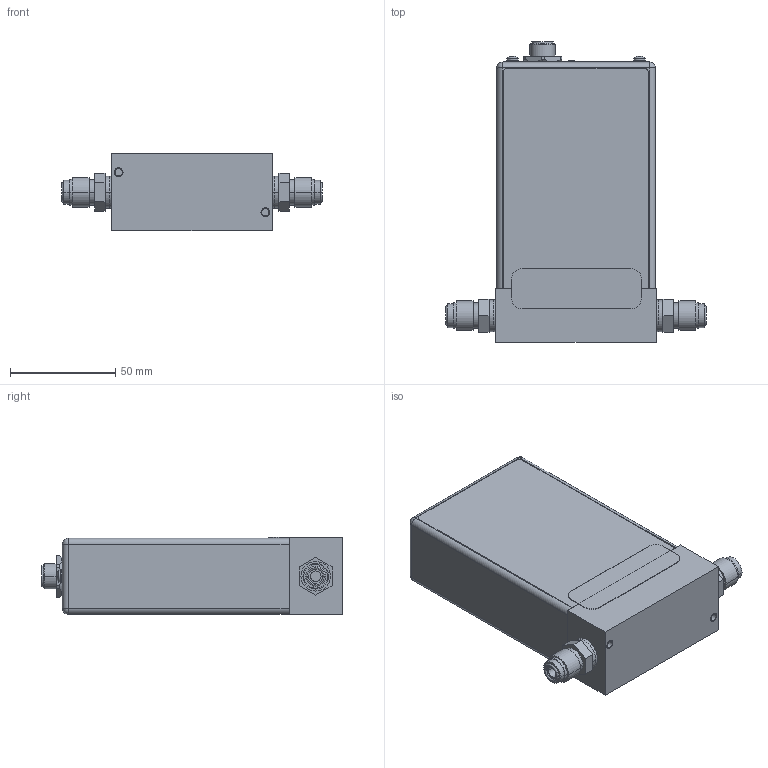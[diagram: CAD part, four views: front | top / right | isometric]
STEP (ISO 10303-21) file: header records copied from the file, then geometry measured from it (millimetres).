
FILE_DESCRIPTION((''),'2;1');
FILE_NAME('1040814_DNET_ASM','2011-09-06T',('cockrofm'),('MKS Instruments, Inc.'),'PRO/ENGINEER BY PARAMETRIC TECHNOLOGY CORPORATION, 2009060','PRO/ENGINEER BY PARAMETRIC TECHNOLOGY CORPORATION, 2009060','');
FILE_SCHEMA(('CONFIG_CONTROL_DESIGN'));
Length unit declared in the file: inch
Products named in the file (13): 1041553_FLOWBODY; 116407-P1; 1038688_CONN_RJ45; 1032904_DNET-CONN; 072-8550_MJTP1236E; 1042118_DNET_MAIN_BD_ASM; 1042450_ENCLOSURE; 133675_DNET_CONN_NUT; 1042639_LABEL; 122676; 1011702-002_4-40_PAN-HD-SEMS; 1043970_LABEL_TOP_DNET; 1040814_DNET_ASM
Assembly tree (14 placements, depth 3):
  1040814_DNET_ASM
    1041553_FLOWBODY
    116407-P1  x2
    1042118_DNET_MAIN_BD_ASM
      1038688_CONN_RJ45
      1032904_DNET-CONN
      072-8550_MJTP1236E
    1042450_ENCLOSURE
    133675_DNET_CONN_NUT
    1042639_LABEL
    122676
    1011702-002_4-40_PAN-HD-SEMS  x2
    1043970_LABEL_TOP_DNET
Bounding box: 123.95 x 143.19 x 37.08 mm (x, y, z)
Volume: 104164.5 mm3; surface area: 92572 mm2
Topology: 13 solids, 15 shells, 488 faces, 1144 edges, 734 vertices
Faces by surface type: plane 221, cylinder 183, bspline 40, torus 20, cone 12, sphere 12
Entity records: 12162 total; most frequent: CARTESIAN_POINT 2529, DIRECTION 2066, ORIENTED_EDGE 1840, EDGE_CURVE 924, AXIS2_PLACEMENT_3D 781, VERTEX_POINT 596, VECTOR 504, LINE 504
